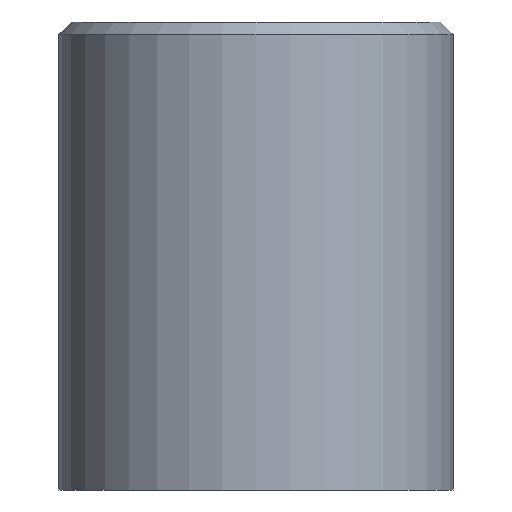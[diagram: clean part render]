
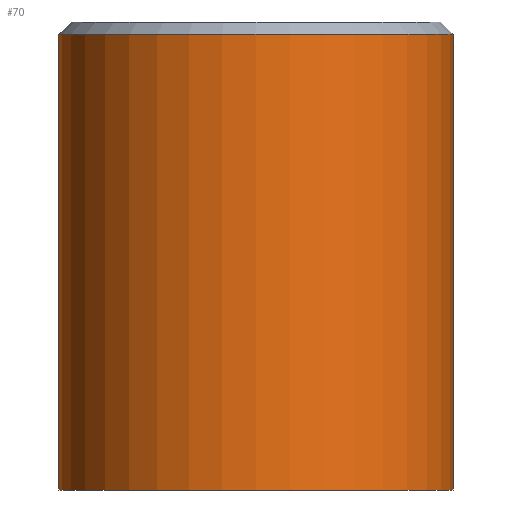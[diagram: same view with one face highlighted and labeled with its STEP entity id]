
A CAD part, front view. The second image highlights one B-rep face of the part: STEP entity #70.
In plain terms, the highlighted cylindrical face has radius 8 mm (diameter 16 mm), a partial arc.
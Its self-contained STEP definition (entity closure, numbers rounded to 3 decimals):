
#18 = EDGE_CURVE ( 'NONE', #102, #154, #50, .T. ) ;
#20 = ORIENTED_EDGE ( 'NONE', *, *, #18, .T. ) ;
#31 = EDGE_CURVE ( 'NONE', #158, #157, #51, .T. ) ;
#46 = DIRECTION ( 'NONE',  ( 1., 0., 0. ) ) ;
#47 = DIRECTION ( 'NONE',  ( 0., 0., -1. ) ) ;
#48 = CARTESIAN_POINT ( 'NONE',  ( 0., 0., -0.5 ) ) ;
#49 = AXIS2_PLACEMENT_3D ( 'NONE', #48, #47, #46 ) ;
#50 = CIRCLE ( 'NONE', #49, 8. ) ;
#51 = CIRCLE ( 'NONE', #212, 8. ) ;
#70 = ADVANCED_FACE ( 'NONE', ( #123 ), #115, .T. ) ;
#72 = EDGE_LOOP ( 'NONE', ( #83, #77, #171, #20 ) ) ;
#77 = ORIENTED_EDGE ( 'NONE', *, *, #31, .T. ) ;
#83 = ORIENTED_EDGE ( 'NONE', *, *, #139, .F. ) ;
#102 = VERTEX_POINT ( 'NONE', #331 ) ;
#107 = EDGE_CURVE ( 'NONE', #157, #102, #316, .T. ) ;
#108 = AXIS2_PLACEMENT_3D ( 'NONE', #196, #195, #191 ) ;
#115 = CYLINDRICAL_SURFACE ( 'NONE', #108, 8. ) ;
#123 = FACE_OUTER_BOUND ( 'NONE', #72, .T. ) ;
#129 = DIRECTION ( 'NONE',  ( 1., 0., 0. ) ) ;
#130 = DIRECTION ( 'NONE',  ( 0., 0., 1. ) ) ;
#131 = CARTESIAN_POINT ( 'NONE',  ( 0., 0., -19. ) ) ;
#139 = EDGE_CURVE ( 'NONE', #158, #154, #237, .T. ) ;
#154 = VERTEX_POINT ( 'NONE', #224 ) ;
#157 = VERTEX_POINT ( 'NONE', #251 ) ;
#158 = VERTEX_POINT ( 'NONE', #256 ) ;
#171 = ORIENTED_EDGE ( 'NONE', *, *, #107, .T. ) ;
#191 = DIRECTION ( 'NONE',  ( 1., 0., 0. ) ) ;
#195 = DIRECTION ( 'NONE',  ( 0., 0., 1. ) ) ;
#196 = CARTESIAN_POINT ( 'NONE',  ( 0., 0., -19. ) ) ;
#212 = AXIS2_PLACEMENT_3D ( 'NONE', #131, #130, #129 ) ;
#224 = CARTESIAN_POINT ( 'NONE',  ( -8., 0., -0.5 ) ) ;
#234 = DIRECTION ( 'NONE',  ( 0., 0., 1. ) ) ;
#235 = VECTOR ( 'NONE', #234, 1000. ) ;
#236 = CARTESIAN_POINT ( 'NONE',  ( -8., 0., -19. ) ) ;
#237 = LINE ( 'NONE', #236, #235 ) ;
#251 = CARTESIAN_POINT ( 'NONE',  ( 8., 0., -19. ) ) ;
#256 = CARTESIAN_POINT ( 'NONE',  ( -8., 0., -19. ) ) ;
#313 = DIRECTION ( 'NONE',  ( 0., 0., 1. ) ) ;
#314 = VECTOR ( 'NONE', #313, 1000. ) ;
#315 = CARTESIAN_POINT ( 'NONE',  ( 8., 0., -19. ) ) ;
#316 = LINE ( 'NONE', #315, #314 ) ;
#331 = CARTESIAN_POINT ( 'NONE',  ( 8., 0., -0.5 ) ) ;
